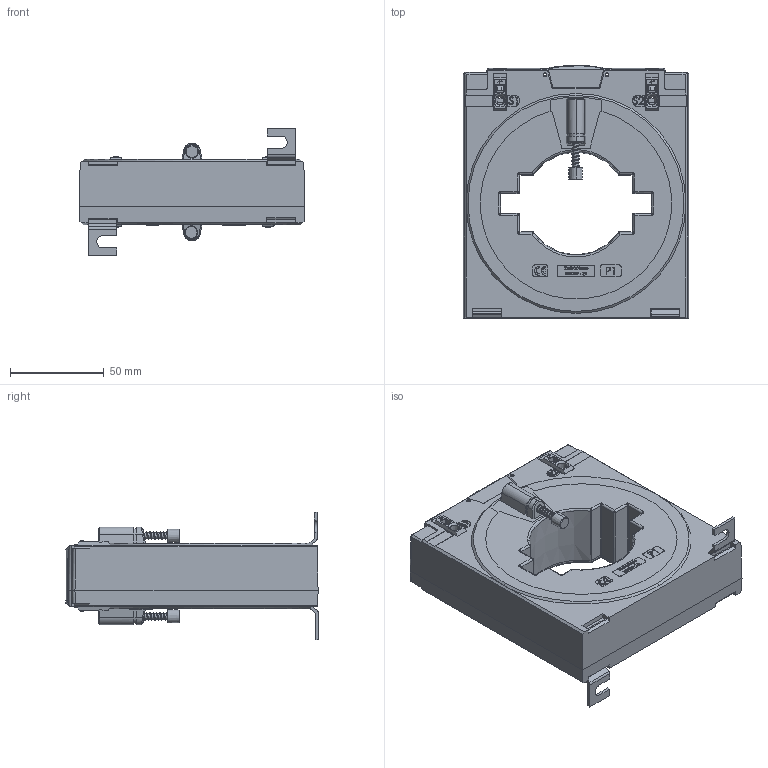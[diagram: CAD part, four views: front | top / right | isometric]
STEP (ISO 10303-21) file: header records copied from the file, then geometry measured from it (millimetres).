
FILE_DESCRIPTION (( 'STEP AP214' ), '1' );
FILE_NAME ('CTB81.35_kpl_extern_2020-07-07.STEP', '2020-07-07T06:46:36', ( '' ), ( '' ), 'SwSTEP 2.0', 'SolidWorks 2016', '' );
FILE_SCHEMA (( 'AUTOMOTIVE_DESIGN' ));
Length unit declared in the file: millimetre
Products named in the file (9): CTB81.35_kpl_extern_2020-07-07; Fusswinkel_1,5; Wickelkern_CTB81_35; Zugfederkontakt_mit_Gehäuse_Lötkontakte_04; CTB-Klemmenkoerper_50.2.8114_01; Isolierschutzkappe; Plastite_Schraube_25_mit-Gewinde; CTB_81_35_GO_Neu_Extern; CTB_81.35_GU_extern
Assembly tree (12 placements, depth 3):
  CTB81.35_kpl_extern_2020-07-07
    CTB_81.35_GU_extern
    CTB_81_35_GO_Neu_Extern
    Plastite_Schraube_25_mit-Gewinde  x2
    Isolierschutzkappe  x2
    Zugfederkontakt_mit_Gehäuse_Lötkontakte_04  x2
      CTB-Klemmenkoerper_50.2.8114_01
    Wickelkern_CTB81_35
    Fusswinkel_1,5  x2
Bounding box: 120 x 134.82 x 68 mm (x, y, z)
Volume: 515642.8 mm3; surface area: 142094.3 mm2
Topology: 11 solids, 14 shells, 2609 faces, 7022 edges, 4562 vertices
Faces by surface type: plane 1507, bspline 474, cylinder 398, cone 157, torus 65, sphere 8
Entity records: 87619 total; most frequent: CARTESIAN_POINT 38264, ORIENTED_EDGE 11334, DIRECTION 8271, EDGE_CURVE 5667, VERTEX_POINT 3691, VECTOR 3675, LINE 3675, AXIS2_PLACEMENT_3D 2298
